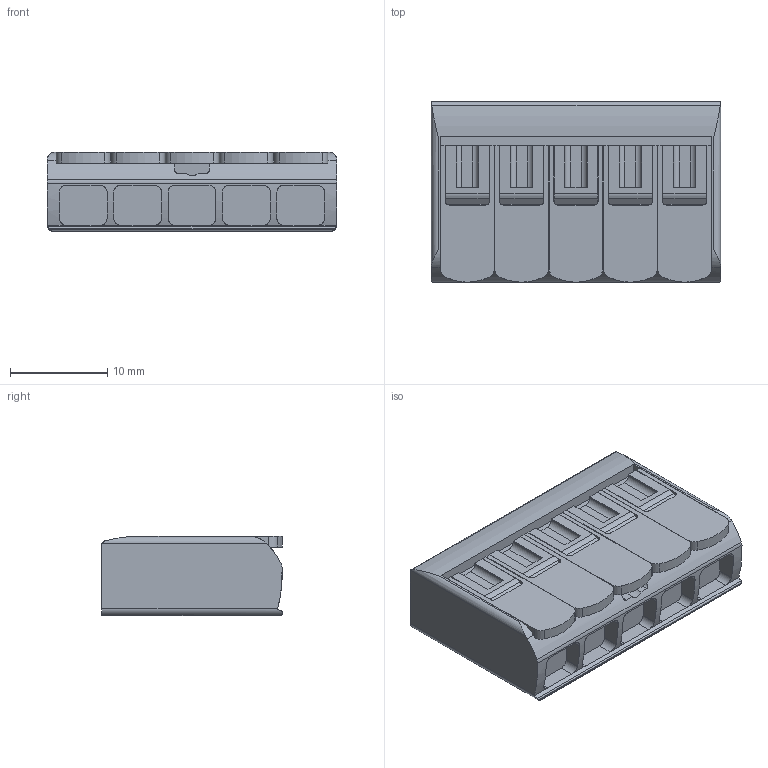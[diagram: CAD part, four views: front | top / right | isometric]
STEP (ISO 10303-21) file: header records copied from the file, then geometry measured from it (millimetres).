
FILE_DESCRIPTION(/* description */ (''),/* implementation_level */ '2;1');
FILE_NAME(/* name */ 'WAGO 221-5_v2.step',/* time_stamp */ '2023-05-23T22:31:37-06:00',/* author */ (''),/* organization */ (''),/* preprocessor_version */ 'ST-DEVELOPER v19.2',/* originating_system */ 'Autodesk Translation Framework v12.4.0.73',/* authorisation */ '');
FILE_SCHEMA (('AUTOMOTIVE_DESIGN { 1 0 10303 214 3 1 1 }'));
Length unit declared in the file: millimetre
Products named in the file (1): WAGO 221-5
Bounding box: 29.8 x 18.6 x 8.15 mm (x, y, z)
Volume: 4157 mm3; surface area: 2584.7 mm2
Topology: 1 solids, 1 shells, 219 faces, 639 edges, 422 vertices
Faces by surface type: plane 137, cylinder 82
Entity records: 7585 total; most frequent: CARTESIAN_POINT 1559, ORIENTED_EDGE 1278, DIRECTION 1225, EDGE_CURVE 639, LINE 427, VECTOR 427, VERTEX_POINT 422, AXIS2_PLACEMENT_3D 399
